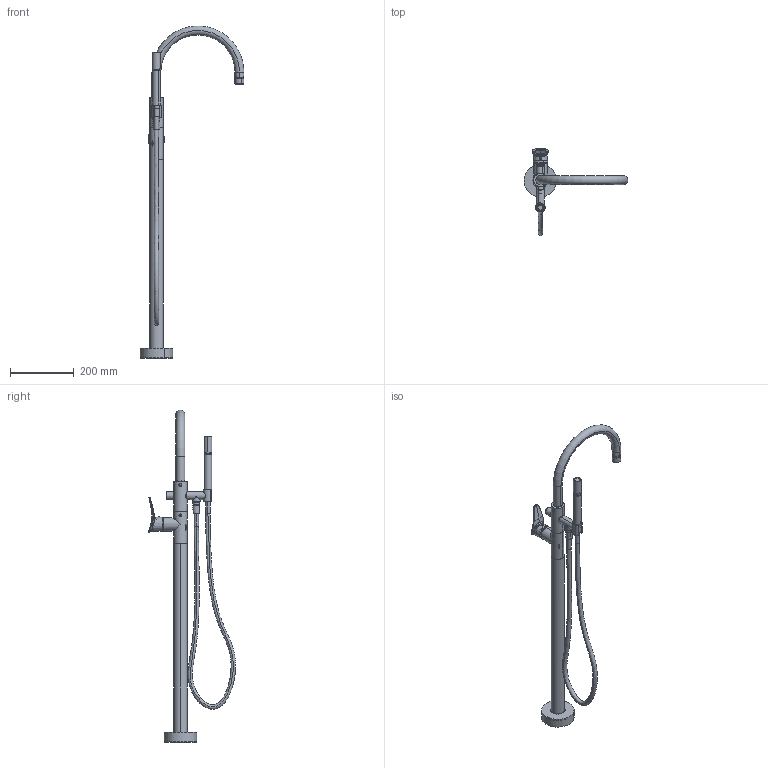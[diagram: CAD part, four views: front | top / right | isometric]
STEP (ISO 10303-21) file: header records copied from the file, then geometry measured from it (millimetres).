
FILE_DESCRIPTION(('CATIA V5 STEP Exchange','CAx-IF Rec.Pracs.--- Model Styling and Organization---1.5--- 2016-08-15','CAx-IF Rec.Pracs.---Supplemental Geometry---1.0---2011-11-01','CAx-IF Rec.Pracs.--- Composite Materials ---3.4---2017-06-13','CAx-IF Rec.Pracs.---Tessellated 3D Geometry---1.0---2015-12-17'),'2;1');
FILE_NAME('HC014200xx - rendering.stp','2024-01-30T13:21:33+00:00',('none'),('none'),'CATIA Version 5-6 Release 2020 SP2','CATIA V5 STEP AP242 v2','none');
FILE_SCHEMA(('AP242_MANAGED_MODEL_BASED_3D_ENGINEERING_MIM_LF {1 0 10303 442 1 1 4}'));
Length unit declared in the file: millimetre
Products named in the file (1): Product1_AllCATPart
Bounding box: 324.99 x 272.05 x 1039.3 mm (x, y, z)
Volume: 1554567.9 mm3; surface area: 376395 mm2
Topology: 7 solids, 15 shells, 866 faces, 2147 edges, 1284 vertices
Faces by surface type: cylinder 302, bspline 206, plane 143, cone 130, torus 73, sphere 8, extrusion 4
Entity records: 40949 total; most frequent: CARTESIAN_POINT 23153, ORIENTED_EDGE 4218, DIRECTION 2117, EDGE_CURVE 2109, VERTEX_POINT 1284, AXIS2_PLACEMENT_3D 1125, EDGE_LOOP 977, B_SPLINE_CURVE_WITH_KNOTS 904
